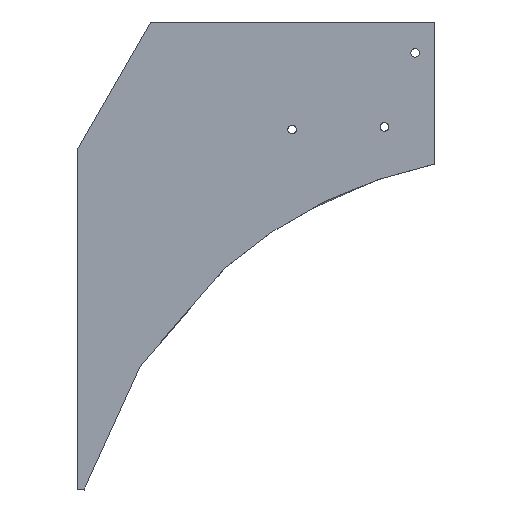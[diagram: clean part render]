
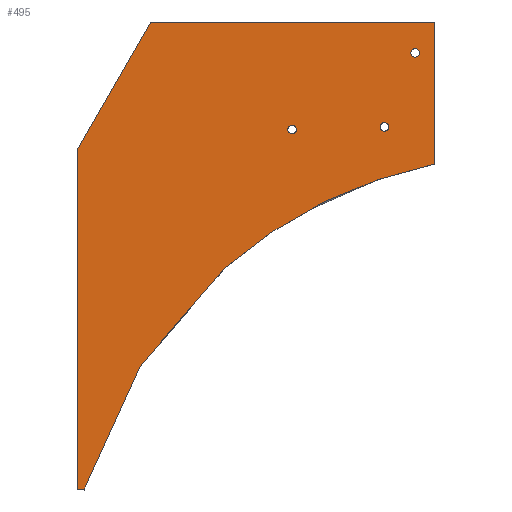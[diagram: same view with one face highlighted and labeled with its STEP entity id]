
A CAD part, top view. The second image highlights one B-rep face of the part: STEP entity #495.
In plain terms, the highlighted planar face has unit normal (0, 0, 1).
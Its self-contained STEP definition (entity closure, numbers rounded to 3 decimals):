
#25=LINE('',#819,#60);
#30=LINE('',#829,#65);
#34=LINE('',#841,#69);
#37=LINE('',#847,#72);
#40=LINE('',#853,#75);
#46=LINE('',#871,#81);
#50=LINE('',#882,#85);
#60=VECTOR('',#645,10.);
#65=VECTOR('',#652,10.);
#69=VECTOR('',#664,10.);
#72=VECTOR('',#669,10.);
#75=VECTOR('',#674,10.);
#81=VECTOR('',#694,10.);
#85=VECTOR('',#708,10.);
#113=FACE_BOUND('',#187,.T.);
#114=FACE_BOUND('',#188,.T.);
#115=FACE_BOUND('',#189,.T.);
#144=FACE_OUTER_BOUND('',#186,.T.);
#186=EDGE_LOOP('',(#425,#426,#427,#428,#429,#430,#431,#432,#433));
#187=EDGE_LOOP('',(#434));
#188=EDGE_LOOP('',(#435));
#189=EDGE_LOOP('',(#436));
#212=CIRCLE('',#549,149.2);
#213=CIRCLE('',#554,1.4);
#214=CIRCLE('',#556,1.4);
#215=CIRCLE('',#558,1.4);
#217=CIRCLE('',#563,149.2);
#239=VERTEX_POINT('',#817);
#240=VERTEX_POINT('',#818);
#244=VERTEX_POINT('',#828);
#246=VERTEX_POINT('',#834);
#248=VERTEX_POINT('',#840);
#250=VERTEX_POINT('',#846);
#252=VERTEX_POINT('',#852);
#253=VERTEX_POINT('',#856);
#254=VERTEX_POINT('',#860);
#255=VERTEX_POINT('',#864);
#257=VERTEX_POINT('',#870);
#259=VERTEX_POINT('',#878);
#288=EDGE_CURVE('',#239,#240,#25,.T.);
#293=EDGE_CURVE('',#244,#240,#30,.T.);
#296=EDGE_CURVE('',#246,#244,#212,.T.);
#299=EDGE_CURVE('',#248,#246,#34,.T.);
#302=EDGE_CURVE('',#250,#248,#37,.T.);
#305=EDGE_CURVE('',#252,#250,#40,.T.);
#307=EDGE_CURVE('',#253,#253,#213,.T.);
#309=EDGE_CURVE('',#254,#254,#214,.T.);
#311=EDGE_CURVE('',#255,#255,#215,.T.);
#314=EDGE_CURVE('',#252,#257,#46,.T.);
#319=EDGE_CURVE('',#239,#259,#217,.T.);
#320=EDGE_CURVE('',#257,#259,#50,.T.);
#425=ORIENTED_EDGE('',*,*,#314,.F.);
#426=ORIENTED_EDGE('',*,*,#305,.T.);
#427=ORIENTED_EDGE('',*,*,#302,.T.);
#428=ORIENTED_EDGE('',*,*,#299,.T.);
#429=ORIENTED_EDGE('',*,*,#296,.T.);
#430=ORIENTED_EDGE('',*,*,#293,.T.);
#431=ORIENTED_EDGE('',*,*,#288,.F.);
#432=ORIENTED_EDGE('',*,*,#319,.T.);
#433=ORIENTED_EDGE('',*,*,#320,.F.);
#434=ORIENTED_EDGE('',*,*,#311,.T.);
#435=ORIENTED_EDGE('',*,*,#309,.T.);
#436=ORIENTED_EDGE('',*,*,#307,.T.);
#466=PLANE('',#564);
#495=ADVANCED_FACE('',(#144,#113,#114,#115),#466,.T.);
#549=AXIS2_PLACEMENT_3D('',#835,#658,#659);
#554=AXIS2_PLACEMENT_3D('',#857,#678,#679);
#556=AXIS2_PLACEMENT_3D('',#861,#683,#684);
#558=AXIS2_PLACEMENT_3D('',#865,#688,#689);
#563=AXIS2_PLACEMENT_3D('',#880,#704,#705);
#564=AXIS2_PLACEMENT_3D('',#881,#706,#707);
#645=DIRECTION('',(-0.655,-0.756,0.));
#652=DIRECTION('',(0.415,0.91,0.));
#658=DIRECTION('center_axis',(0.,0.,-1.));
#659=DIRECTION('ref_axis',(-0.959,0.282,0.));
#664=DIRECTION('',(1.,0.,0.));
#669=DIRECTION('',(0.,-1.,0.));
#674=DIRECTION('',(-0.498,-0.867,0.));
#678=DIRECTION('center_axis',(0.,0.,-1.));
#679=DIRECTION('ref_axis',(-1.,0.,0.));
#683=DIRECTION('center_axis',(0.,0.,-1.));
#684=DIRECTION('ref_axis',(0.,-1.,0.));
#688=DIRECTION('center_axis',(0.,0.,-1.));
#689=DIRECTION('ref_axis',(0.,-1.,0.));
#694=DIRECTION('',(1.,0.,0.));
#704=DIRECTION('center_axis',(0.,0.,-1.));
#705=DIRECTION('ref_axis',(0.085,0.996,0.));
#706=DIRECTION('center_axis',(0.,0.,1.));
#707=DIRECTION('ref_axis',(1.,0.,0.));
#708=DIRECTION('',(0.,-1.,0.));
#817=CARTESIAN_POINT('',(-252.634,112.82,12.7));
#818=CARTESIAN_POINT('',(-280.515,80.664,12.7));
#819=CARTESIAN_POINT('',(-273.545,88.703,12.7));
#828=CARTESIAN_POINT('',(-298.156,42.034,12.7));
#829=CARTESIAN_POINT('',(-280.515,80.664,12.7));
#834=CARTESIAN_POINT('',(-298.598,40.5,12.7));
#835=CARTESIAN_POINT('Origin',(-155.,0.,12.7));
#840=CARTESIAN_POINT('',(-300.898,40.5,12.7));
#841=CARTESIAN_POINT('',(-300.898,40.5,12.7));
#846=CARTESIAN_POINT('',(-300.898,150.8,12.7));
#847=CARTESIAN_POINT('',(-300.898,330.3,12.7));
#852=CARTESIAN_POINT('',(-277.124,192.2,12.7));
#853=CARTESIAN_POINT('',(-277.124,192.2,12.7));
#856=CARTESIAN_POINT('',(-229.824,157.3,12.7));
#857=CARTESIAN_POINT('Origin',(-231.224,157.3,12.7));
#860=CARTESIAN_POINT('',(-191.343,183.596,12.7));
#861=CARTESIAN_POINT('Origin',(-191.343,182.196,12.7));
#864=CARTESIAN_POINT('',(-201.343,159.596,12.7));
#865=CARTESIAN_POINT('Origin',(-201.343,158.196,12.7));
#870=CARTESIAN_POINT('',(-185.024,192.2,12.7));
#871=CARTESIAN_POINT('',(-191.874,192.2,12.7));
#878=CARTESIAN_POINT('',(-185.024,146.148,12.7));
#880=CARTESIAN_POINT('Origin',(-155.,0.,12.7));
#881=CARTESIAN_POINT('Origin',(-169.161,185.4,12.7));
#882=CARTESIAN_POINT('',(-185.024,155.551,12.7));
